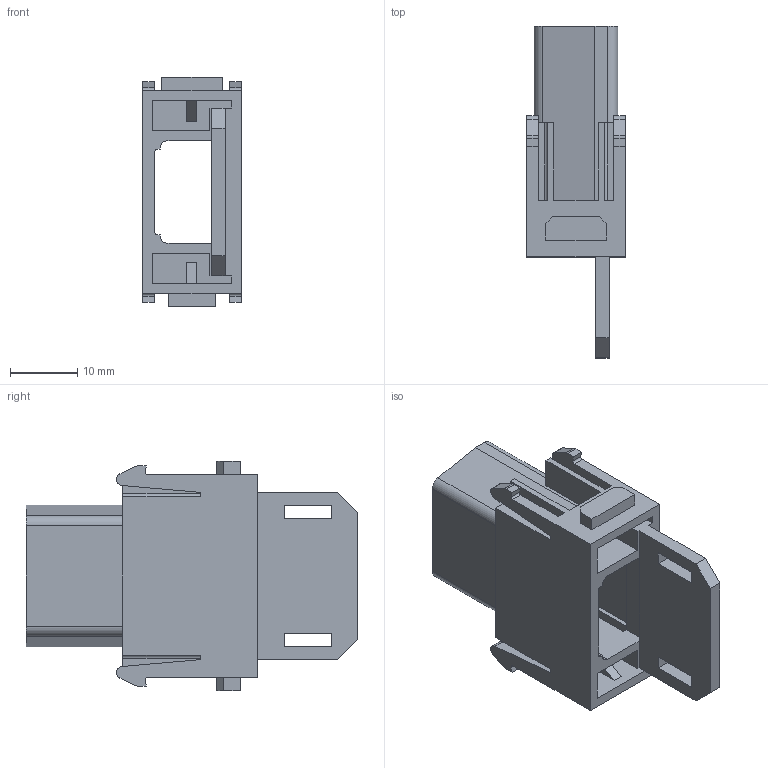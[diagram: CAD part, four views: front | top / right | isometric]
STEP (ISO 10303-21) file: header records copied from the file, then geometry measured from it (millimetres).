
FILE_DESCRIPTION((''),'2;1');
FILE_NAME('HM-USB-F','2019-08-24T',('sh.ye'),(''),'PRO/ENGINEER BY PARAMETRIC TECHNOLOGY CORPORATION, 2015240','PRO/ENGINEER BY PARAMETRIC TECHNOLOGY CORPORATION, 2015240','');
FILE_SCHEMA(('AUTOMOTIVE_DESIGN { 1 0 10303 214 1 1 1 1 }'));
Length unit declared in the file: millimetre
Products named in the file (1): HM-USB-F
Bounding box: 14.65 x 49.4 x 34.2 mm (x, y, z)
Volume: 5703.9 mm3; surface area: 7348.5 mm2
Topology: 1 solids, 1 shells, 162 faces, 472 edges, 314 vertices
Faces by surface type: plane 126, cylinder 36
Entity records: 5506 total; most frequent: CARTESIAN_POINT 977, ORIENTED_EDGE 944, DIRECTION 860, EDGE_CURVE 472, VECTOR 392, LINE 392, VERTEX_POINT 314, AXIS2_PLACEMENT_3D 234
